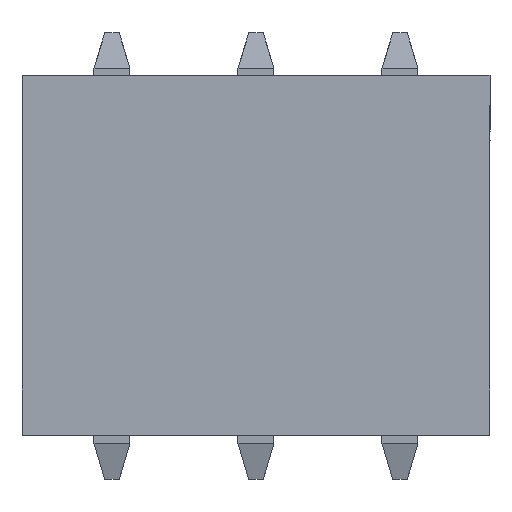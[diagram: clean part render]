
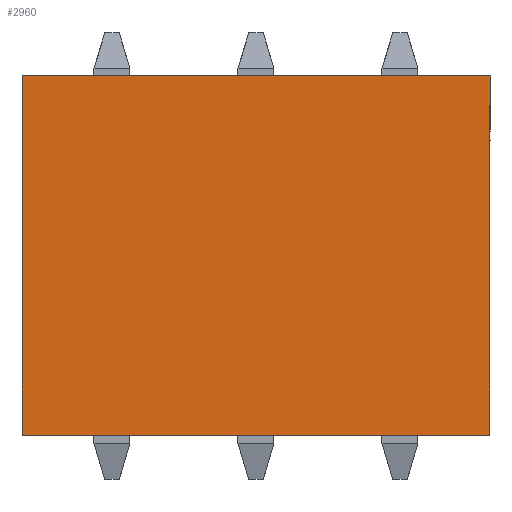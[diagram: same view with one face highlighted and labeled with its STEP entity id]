
A CAD part, top view. The second image highlights one B-rep face of the part: STEP entity #2960.
In plain terms, the highlighted planar face has unit normal (0, 0, 1).
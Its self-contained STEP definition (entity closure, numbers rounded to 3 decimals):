
#783=ORIENTED_EDGE('',*,*,#1246,.T.);
#784=ORIENTED_EDGE('',*,*,#1213,.F.);
#785=ORIENTED_EDGE('',*,*,#1244,.F.);
#786=ORIENTED_EDGE('',*,*,#1217,.T.);
#1213=EDGE_CURVE('',#1501,#1502,#1877,.T.);
#1217=EDGE_CURVE('',#1506,#1505,#1881,.T.);
#1244=EDGE_CURVE('',#1506,#1501,#1905,.T.);
#1246=EDGE_CURVE('',#1505,#1502,#1907,.T.);
#1501=VERTEX_POINT('',#4606);
#1502=VERTEX_POINT('',#4608);
#1505=VERTEX_POINT('',#4615);
#1506=VERTEX_POINT('',#4617);
#1877=LINE('',#4607,#2275);
#1881=LINE('',#4616,#2279);
#1905=LINE('',#4669,#2303);
#1907=LINE('',#4673,#2305);
#2275=VECTOR('',#3793,1000.);
#2279=VECTOR('',#3799,1000.);
#2303=VECTOR('',#3831,1000.);
#2305=VECTOR('',#3835,1000.);
#2491=EDGE_LOOP('',(#783,#784,#785,#786));
#2657=FACE_BOUND('',#2491,.T.);
#2809=PLANE('',#3170);
#2960=ADVANCED_FACE('',(#2657),#2809,.F.);
#3170=AXIS2_PLACEMENT_3D('',#4721,#3863,#3864);
#3793=DIRECTION('',(0.,1.,0.));
#3799=DIRECTION('',(0.,1.,0.));
#3831=DIRECTION('',(-1.,0.,0.));
#3835=DIRECTION('',(-1.,0.,0.));
#3863=DIRECTION('',(0.,0.,-1.));
#3864=DIRECTION('',(-1.,0.,0.));
#4606=CARTESIAN_POINT('',(-2.5,-3.25,2.25));
#4607=CARTESIAN_POINT('',(-2.5,-3.25,2.25));
#4608=CARTESIAN_POINT('',(-2.5,3.25,2.25));
#4615=CARTESIAN_POINT('',(2.5,3.25,2.25));
#4616=CARTESIAN_POINT('',(2.5,-3.25,2.25));
#4617=CARTESIAN_POINT('',(2.5,-3.25,2.25));
#4669=CARTESIAN_POINT('',(2.5,-3.25,2.25));
#4673=CARTESIAN_POINT('',(2.5,3.25,2.25));
#4721=CARTESIAN_POINT('',(2.5,-3.25,2.25));
